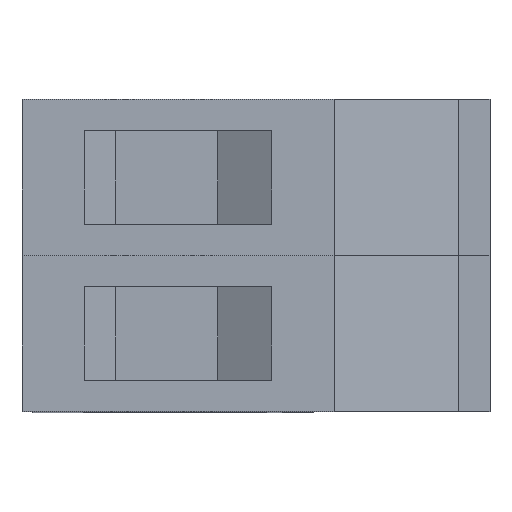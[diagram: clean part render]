
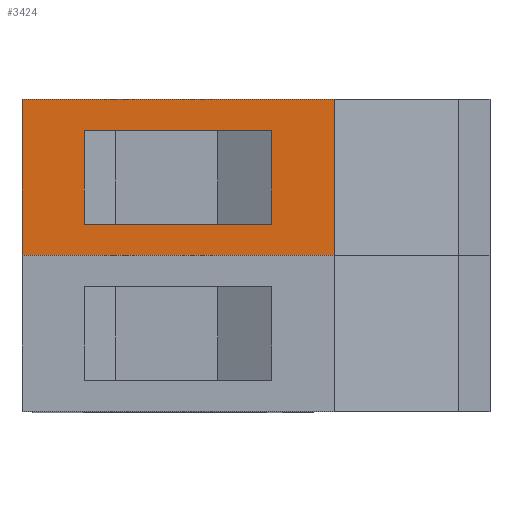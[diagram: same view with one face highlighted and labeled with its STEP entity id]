
A CAD part, top view. The second image highlights one B-rep face of the part: STEP entity #3424.
In plain terms, the highlighted planar face has unit normal (0, 0, 1).
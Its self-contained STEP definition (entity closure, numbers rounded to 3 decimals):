
#2543 = PLANE('',#2544);
#2544 = AXIS2_PLACEMENT_3D('',#2545,#2546,#2547);
#2545 = CARTESIAN_POINT('',(-2.35,2.5,4.));
#2546 = DIRECTION('',(0.,1.,0.));
#2547 = DIRECTION('',(0.,0.,1.));
#2597 = PLANE('',#2598);
#2598 = AXIS2_PLACEMENT_3D('',#2599,#2600,#2601);
#2599 = CARTESIAN_POINT('',(-2.35,7.5,4.));
#2600 = DIRECTION('',(0.,1.,0.));
#2601 = DIRECTION('',(0.,0.,1.));
#2728 = PLANE('',#2729);
#2729 = AXIS2_PLACEMENT_3D('',#2730,#2731,#2732);
#2730 = CARTESIAN_POINT('',(-4.35,7.5,12.1));
#2731 = DIRECTION('',(-1.,0.,0.));
#2732 = DIRECTION('',(0.,0.,1.));
#2767 = VERTEX_POINT('',#2768);
#2768 = CARTESIAN_POINT('',(-4.35,7.5,21.1));
#2789 = EDGE_CURVE('',#2767,#2790,#2792,.T.);
#2790 = VERTEX_POINT('',#2791);
#2791 = CARTESIAN_POINT('',(5.65,7.5,21.1));
#2792 = SURFACE_CURVE('',#2793,(#2797,#2804),.PCURVE_S1.);
#2793 = LINE('',#2794,#2795);
#2794 = CARTESIAN_POINT('',(-4.35,7.5,21.1));
#2795 = VECTOR('',#2796,1.);
#2796 = DIRECTION('',(1.,0.,0.));
#2797 = PCURVE('',#2597,#2798);
#2798 = DEFINITIONAL_REPRESENTATION('',(#2799),#2803);
#2799 = LINE('',#2800,#2801);
#2800 = CARTESIAN_POINT('',(17.1,-2.));
#2801 = VECTOR('',#2802,1.);
#2802 = DIRECTION('',(0.,1.));
#2803 = ( GEOMETRIC_REPRESENTATION_CONTEXT(2) 
PARAMETRIC_REPRESENTATION_CONTEXT() REPRESENTATION_CONTEXT('2D SPACE',''
  ) );
#2804 = PCURVE('',#2805,#2810);
#2805 = PLANE('',#2806);
#2806 = AXIS2_PLACEMENT_3D('',#2807,#2808,#2809);
#2807 = CARTESIAN_POINT('',(-4.35,7.5,21.1));
#2808 = DIRECTION('',(0.,0.,1.));
#2809 = DIRECTION('',(1.,0.,0.));
#2810 = DEFINITIONAL_REPRESENTATION('',(#2811),#2815);
#2811 = LINE('',#2812,#2813);
#2812 = CARTESIAN_POINT('',(0.,0.));
#2813 = VECTOR('',#2814,1.);
#2814 = DIRECTION('',(1.,0.));
#2815 = ( GEOMETRIC_REPRESENTATION_CONTEXT(2) 
PARAMETRIC_REPRESENTATION_CONTEXT() REPRESENTATION_CONTEXT('2D SPACE',''
  ) );
#2833 = PLANE('',#2834);
#2834 = AXIS2_PLACEMENT_3D('',#2835,#2836,#2837);
#2835 = CARTESIAN_POINT('',(5.65,7.5,21.1));
#2836 = DIRECTION('',(1.,0.,0.));
#2837 = DIRECTION('',(0.,0.,-1.));
#3097 = VERTEX_POINT('',#3098);
#3098 = CARTESIAN_POINT('',(-4.35,2.5,21.1));
#3119 = EDGE_CURVE('',#3097,#3120,#3122,.T.);
#3120 = VERTEX_POINT('',#3121);
#3121 = CARTESIAN_POINT('',(5.65,2.5,21.1));
#3122 = SURFACE_CURVE('',#3123,(#3127,#3134),.PCURVE_S1.);
#3123 = LINE('',#3124,#3125);
#3124 = CARTESIAN_POINT('',(-4.35,2.5,21.1));
#3125 = VECTOR('',#3126,1.);
#3126 = DIRECTION('',(1.,0.,0.));
#3127 = PCURVE('',#2543,#3128);
#3128 = DEFINITIONAL_REPRESENTATION('',(#3129),#3133);
#3129 = LINE('',#3130,#3131);
#3130 = CARTESIAN_POINT('',(17.1,-2.));
#3131 = VECTOR('',#3132,1.);
#3132 = DIRECTION('',(0.,1.));
#3133 = ( GEOMETRIC_REPRESENTATION_CONTEXT(2) 
PARAMETRIC_REPRESENTATION_CONTEXT() REPRESENTATION_CONTEXT('2D SPACE',''
  ) );
#3134 = PCURVE('',#2805,#3135);
#3135 = DEFINITIONAL_REPRESENTATION('',(#3136),#3140);
#3136 = LINE('',#3137,#3138);
#3137 = CARTESIAN_POINT('',(0.,-5.));
#3138 = VECTOR('',#3139,1.);
#3139 = DIRECTION('',(1.,0.));
#3140 = ( GEOMETRIC_REPRESENTATION_CONTEXT(2) 
PARAMETRIC_REPRESENTATION_CONTEXT() REPRESENTATION_CONTEXT('2D SPACE',''
  ) );
#3403 = EDGE_CURVE('',#2767,#3097,#3404,.T.);
#3404 = SURFACE_CURVE('',#3405,(#3409,#3416),.PCURVE_S1.);
#3405 = LINE('',#3406,#3407);
#3406 = CARTESIAN_POINT('',(-4.35,7.5,21.1));
#3407 = VECTOR('',#3408,1.);
#3408 = DIRECTION('',(0.,-1.,0.));
#3409 = PCURVE('',#2728,#3410);
#3410 = DEFINITIONAL_REPRESENTATION('',(#3411),#3415);
#3411 = LINE('',#3412,#3413);
#3412 = CARTESIAN_POINT('',(9.,0.));
#3413 = VECTOR('',#3414,1.);
#3414 = DIRECTION('',(0.,-1.));
#3415 = ( GEOMETRIC_REPRESENTATION_CONTEXT(2) 
PARAMETRIC_REPRESENTATION_CONTEXT() REPRESENTATION_CONTEXT('2D SPACE',''
  ) );
#3416 = PCURVE('',#2805,#3417);
#3417 = DEFINITIONAL_REPRESENTATION('',(#3418),#3422);
#3418 = LINE('',#3419,#3420);
#3419 = CARTESIAN_POINT('',(0.,0.));
#3420 = VECTOR('',#3421,1.);
#3421 = DIRECTION('',(0.,-1.));
#3422 = ( GEOMETRIC_REPRESENTATION_CONTEXT(2) 
PARAMETRIC_REPRESENTATION_CONTEXT() REPRESENTATION_CONTEXT('2D SPACE',''
  ) );
#3424 = ADVANCED_FACE('',(#3425,#3451),#2805,.T.);
#3425 = FACE_BOUND('',#3426,.T.);
#3426 = EDGE_LOOP('',(#3427,#3428,#3429,#3450));
#3427 = ORIENTED_EDGE('',*,*,#3403,.T.);
#3428 = ORIENTED_EDGE('',*,*,#3119,.T.);
#3429 = ORIENTED_EDGE('',*,*,#3430,.F.);
#3430 = EDGE_CURVE('',#2790,#3120,#3431,.T.);
#3431 = SURFACE_CURVE('',#3432,(#3436,#3443),.PCURVE_S1.);
#3432 = LINE('',#3433,#3434);
#3433 = CARTESIAN_POINT('',(5.65,7.5,21.1));
#3434 = VECTOR('',#3435,1.);
#3435 = DIRECTION('',(0.,-1.,0.));
#3436 = PCURVE('',#2805,#3437);
#3437 = DEFINITIONAL_REPRESENTATION('',(#3438),#3442);
#3438 = LINE('',#3439,#3440);
#3439 = CARTESIAN_POINT('',(10.,0.));
#3440 = VECTOR('',#3441,1.);
#3441 = DIRECTION('',(0.,-1.));
#3442 = ( GEOMETRIC_REPRESENTATION_CONTEXT(2) 
PARAMETRIC_REPRESENTATION_CONTEXT() REPRESENTATION_CONTEXT('2D SPACE',''
  ) );
#3443 = PCURVE('',#2833,#3444);
#3444 = DEFINITIONAL_REPRESENTATION('',(#3445),#3449);
#3445 = LINE('',#3446,#3447);
#3446 = CARTESIAN_POINT('',(0.,0.));
#3447 = VECTOR('',#3448,1.);
#3448 = DIRECTION('',(0.,-1.));
#3449 = ( GEOMETRIC_REPRESENTATION_CONTEXT(2) 
PARAMETRIC_REPRESENTATION_CONTEXT() REPRESENTATION_CONTEXT('2D SPACE',''
  ) );
#3450 = ORIENTED_EDGE('',*,*,#2789,.F.);
#3451 = FACE_BOUND('',#3452,.T.);
#3452 = EDGE_LOOP('',(#3453,#3481,#3509,#3535));
#3453 = ORIENTED_EDGE('',*,*,#3454,.T.);
#3454 = EDGE_CURVE('',#3455,#3457,#3459,.T.);
#3455 = VERTEX_POINT('',#3456);
#3456 = CARTESIAN_POINT('',(3.65,6.5,21.1));
#3457 = VERTEX_POINT('',#3458);
#3458 = CARTESIAN_POINT('',(3.65,3.5,21.1));
#3459 = SURFACE_CURVE('',#3460,(#3464,#3470),.PCURVE_S1.);
#3460 = LINE('',#3461,#3462);
#3461 = CARTESIAN_POINT('',(3.65,7.,21.1));
#3462 = VECTOR('',#3463,1.);
#3463 = DIRECTION('',(0.,-1.,0.));
#3464 = PCURVE('',#2805,#3465);
#3465 = DEFINITIONAL_REPRESENTATION('',(#3466),#3469);
#3466 = B_SPLINE_CURVE_WITH_KNOTS('',1,(#3467,#3468),.UNSPECIFIED.,.F.,
  .F.,(2,2),(0.5,3.5),.PIECEWISE_BEZIER_KNOTS.);
#3467 = CARTESIAN_POINT('',(8.,-1.));
#3468 = CARTESIAN_POINT('',(8.,-4.));
#3469 = ( GEOMETRIC_REPRESENTATION_CONTEXT(2) 
PARAMETRIC_REPRESENTATION_CONTEXT() REPRESENTATION_CONTEXT('2D SPACE',''
  ) );
#3470 = PCURVE('',#3471,#3476);
#3471 = PLANE('',#3472);
#3472 = AXIS2_PLACEMENT_3D('',#3473,#3474,#3475);
#3473 = CARTESIAN_POINT('',(3.65,6.5,21.1));
#3474 = DIRECTION('',(-0.5,0.,0.866));
#3475 = DIRECTION('',(0.,-1.,0.));
#3476 = DEFINITIONAL_REPRESENTATION('',(#3477),#3480);
#3477 = B_SPLINE_CURVE_WITH_KNOTS('',1,(#3478,#3479),.UNSPECIFIED.,.F.,
  .F.,(2,2),(0.5,3.5),.PIECEWISE_BEZIER_KNOTS.);
#3478 = CARTESIAN_POINT('',(0.,0.));
#3479 = CARTESIAN_POINT('',(3.,0.));
#3480 = ( GEOMETRIC_REPRESENTATION_CONTEXT(2) 
PARAMETRIC_REPRESENTATION_CONTEXT() REPRESENTATION_CONTEXT('2D SPACE',''
  ) );
#3481 = ORIENTED_EDGE('',*,*,#3482,.T.);
#3482 = EDGE_CURVE('',#3457,#3483,#3485,.T.);
#3483 = VERTEX_POINT('',#3484);
#3484 = CARTESIAN_POINT('',(-2.35,3.5,21.1));
#3485 = SURFACE_CURVE('',#3486,(#3490,#3497),.PCURVE_S1.);
#3486 = LINE('',#3487,#3488);
#3487 = CARTESIAN_POINT('',(3.65,3.5,21.1));
#3488 = VECTOR('',#3489,1.);
#3489 = DIRECTION('',(-1.,0.,0.));
#3490 = PCURVE('',#2805,#3491);
#3491 = DEFINITIONAL_REPRESENTATION('',(#3492),#3496);
#3492 = LINE('',#3493,#3494);
#3493 = CARTESIAN_POINT('',(8.,-4.));
#3494 = VECTOR('',#3495,1.);
#3495 = DIRECTION('',(-1.,-0.));
#3496 = ( GEOMETRIC_REPRESENTATION_CONTEXT(2) 
PARAMETRIC_REPRESENTATION_CONTEXT() REPRESENTATION_CONTEXT('2D SPACE',''
  ) );
#3497 = PCURVE('',#3498,#3503);
#3498 = PLANE('',#3499);
#3499 = AXIS2_PLACEMENT_3D('',#3500,#3501,#3502);
#3500 = CARTESIAN_POINT('',(3.65,3.5,21.1));
#3501 = DIRECTION('',(0.,1.,0.));
#3502 = DIRECTION('',(-1.,0.,0.));
#3503 = DEFINITIONAL_REPRESENTATION('',(#3504),#3508);
#3504 = LINE('',#3505,#3506);
#3505 = CARTESIAN_POINT('',(0.,0.));
#3506 = VECTOR('',#3507,1.);
#3507 = DIRECTION('',(1.,0.));
#3508 = ( GEOMETRIC_REPRESENTATION_CONTEXT(2) 
PARAMETRIC_REPRESENTATION_CONTEXT() REPRESENTATION_CONTEXT('2D SPACE',''
  ) );
#3509 = ORIENTED_EDGE('',*,*,#3510,.T.);
#3510 = EDGE_CURVE('',#3483,#3511,#3513,.T.);
#3511 = VERTEX_POINT('',#3512);
#3512 = CARTESIAN_POINT('',(-2.35,6.5,21.1));
#3513 = SURFACE_CURVE('',#3514,(#3518,#3524),.PCURVE_S1.);
#3514 = LINE('',#3515,#3516);
#3515 = CARTESIAN_POINT('',(-2.35,5.5,21.1));
#3516 = VECTOR('',#3517,1.);
#3517 = DIRECTION('',(0.,1.,0.));
#3518 = PCURVE('',#2805,#3519);
#3519 = DEFINITIONAL_REPRESENTATION('',(#3520),#3523);
#3520 = B_SPLINE_CURVE_WITH_KNOTS('',1,(#3521,#3522),.UNSPECIFIED.,.F.,
  .F.,(2,2),(-2.,1.),.PIECEWISE_BEZIER_KNOTS.);
#3521 = CARTESIAN_POINT('',(2.,-4.));
#3522 = CARTESIAN_POINT('',(2.,-1.));
#3523 = ( GEOMETRIC_REPRESENTATION_CONTEXT(2) 
PARAMETRIC_REPRESENTATION_CONTEXT() REPRESENTATION_CONTEXT('2D SPACE',''
  ) );
#3524 = PCURVE('',#3525,#3530);
#3525 = PLANE('',#3526);
#3526 = AXIS2_PLACEMENT_3D('',#3527,#3528,#3529);
#3527 = CARTESIAN_POINT('',(-2.35,3.5,21.1));
#3528 = DIRECTION('',(0.707,0.,0.707)
  );
#3529 = DIRECTION('',(0.,1.,0.));
#3530 = DEFINITIONAL_REPRESENTATION('',(#3531),#3534);
#3531 = B_SPLINE_CURVE_WITH_KNOTS('',1,(#3532,#3533),.UNSPECIFIED.,.F.,
  .F.,(2,2),(-2.,1.),.PIECEWISE_BEZIER_KNOTS.);
#3532 = CARTESIAN_POINT('',(0.,0.));
#3533 = CARTESIAN_POINT('',(3.,0.));
#3534 = ( GEOMETRIC_REPRESENTATION_CONTEXT(2) 
PARAMETRIC_REPRESENTATION_CONTEXT() REPRESENTATION_CONTEXT('2D SPACE',''
  ) );
#3535 = ORIENTED_EDGE('',*,*,#3536,.T.);
#3536 = EDGE_CURVE('',#3511,#3455,#3537,.T.);
#3537 = SURFACE_CURVE('',#3538,(#3542,#3548),.PCURVE_S1.);
#3538 = LINE('',#3539,#3540);
#3539 = CARTESIAN_POINT('',(-2.35,6.5,21.1));
#3540 = VECTOR('',#3541,1.);
#3541 = DIRECTION('',(1.,0.,0.));
#3542 = PCURVE('',#2805,#3543);
#3543 = DEFINITIONAL_REPRESENTATION('',(#3544),#3547);
#3544 = B_SPLINE_CURVE_WITH_KNOTS('',1,(#3545,#3546),.UNSPECIFIED.,.F.,
  .F.,(2,2),(0.,6.),.PIECEWISE_BEZIER_KNOTS.);
#3545 = CARTESIAN_POINT('',(2.,-1.));
#3546 = CARTESIAN_POINT('',(8.,-1.));
#3547 = ( GEOMETRIC_REPRESENTATION_CONTEXT(2) 
PARAMETRIC_REPRESENTATION_CONTEXT() REPRESENTATION_CONTEXT('2D SPACE',''
  ) );
#3548 = PCURVE('',#3549,#3554);
#3549 = PLANE('',#3550);
#3550 = AXIS2_PLACEMENT_3D('',#3551,#3552,#3553);
#3551 = CARTESIAN_POINT('',(-2.35,6.5,21.1));
#3552 = DIRECTION('',(0.,-1.,0.));
#3553 = DIRECTION('',(1.,0.,0.));
#3554 = DEFINITIONAL_REPRESENTATION('',(#3555),#3558);
#3555 = B_SPLINE_CURVE_WITH_KNOTS('',1,(#3556,#3557),.UNSPECIFIED.,.F.,
  .F.,(2,2),(0.,6.),.PIECEWISE_BEZIER_KNOTS.);
#3556 = CARTESIAN_POINT('',(0.,0.));
#3557 = CARTESIAN_POINT('',(6.,0.));
#3558 = ( GEOMETRIC_REPRESENTATION_CONTEXT(2) 
PARAMETRIC_REPRESENTATION_CONTEXT() REPRESENTATION_CONTEXT('2D SPACE',''
  ) );
